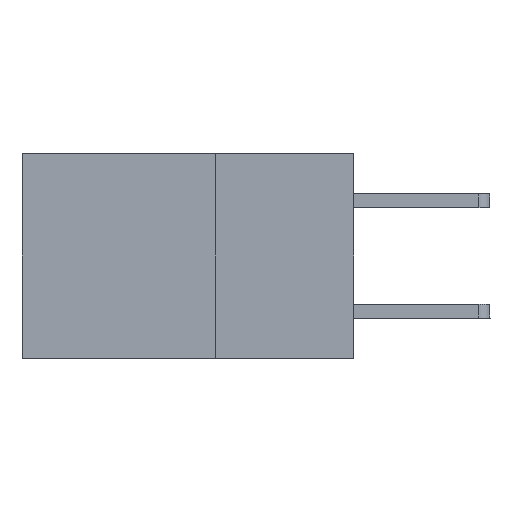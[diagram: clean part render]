
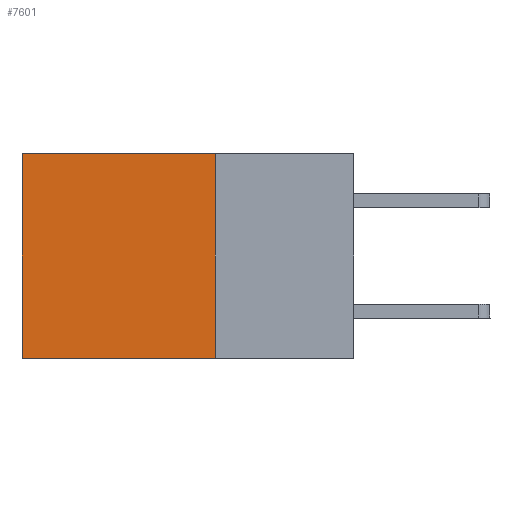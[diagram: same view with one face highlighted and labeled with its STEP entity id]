
A CAD part, left-side view. The second image highlights one B-rep face of the part: STEP entity #7601.
In plain terms, the highlighted planar face has unit normal (-1, 0, 0).
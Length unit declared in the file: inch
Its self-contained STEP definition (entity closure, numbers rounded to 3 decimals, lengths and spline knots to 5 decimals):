
#18 = EDGE_CURVE ( 'NONE', #11558, #4545, #5574, .T. ) ;
#853 = DIRECTION ( 'NONE',  ( 1., 0., 0. ) ) ;
#1688 = LINE ( 'NONE', #2858, #6680 ) ;
#1903 = DIRECTION ( 'NONE',  ( 0., 1., 0. ) ) ;
#1998 = VERTEX_POINT ( 'NONE', #2974 ) ;
#2134 = CARTESIAN_POINT ( 'NONE',  ( 0.2875, 0.6, 0. ) ) ;
#2396 = ORIENTED_EDGE ( 'NONE', *, *, #3807, .T. ) ;
#2602 = VECTOR ( 'NONE', #4179, 39.37008 ) ;
#2774 = VECTOR ( 'NONE', #8551, 39.37008 ) ;
#2858 = CARTESIAN_POINT ( 'NONE',  ( 0.2875, 0.25, 0. ) ) ;
#2974 = CARTESIAN_POINT ( 'NONE',  ( 0.2875, 0.6, 0. ) ) ;
#3205 = CARTESIAN_POINT ( 'NONE',  ( 0.2875, 0.25, -0.37 ) ) ;
#3325 = EDGE_LOOP ( 'NONE', ( #11899, #8412, #4674, #2396 ) ) ;
#3575 = AXIS2_PLACEMENT_3D ( 'NONE', #9709, #853, #7800 ) ;
#3807 = EDGE_CURVE ( 'NONE', #12606, #1998, #1688, .T. ) ;
#3946 = CARTESIAN_POINT ( 'NONE',  ( 0.2875, 0.6, -0.37 ) ) ;
#4179 = DIRECTION ( 'NONE',  ( 0., 0., -1. ) ) ;
#4545 = VERTEX_POINT ( 'NONE', #3946 ) ;
#4661 = CARTESIAN_POINT ( 'NONE',  ( 0.2875, 0.25, 0. ) ) ;
#4674 = ORIENTED_EDGE ( 'NONE', *, *, #9964, .F. ) ;
#4689 = EDGE_CURVE ( 'NONE', #1998, #4545, #5268, .T. ) ;
#5127 = LINE ( 'NONE', #7566, #2774 ) ;
#5268 = LINE ( 'NONE', #2134, #2602 ) ;
#5274 = VECTOR ( 'NONE', #6226, 39.37008 ) ;
#5574 = LINE ( 'NONE', #3205, #5274 ) ;
#6226 = DIRECTION ( 'NONE',  ( 0., 1., 0. ) ) ;
#6680 = VECTOR ( 'NONE', #1903, 39.37008 ) ;
#6853 = PLANE ( 'NONE',  #3575 ) ;
#7566 = CARTESIAN_POINT ( 'NONE',  ( 0.2875, 0.25, 0. ) ) ;
#7601 = ADVANCED_FACE ( 'NONE', ( #8362 ), #6853, .F. ) ;
#7800 = DIRECTION ( 'NONE',  ( 0., 0., -1. ) ) ;
#7974 = CARTESIAN_POINT ( 'NONE',  ( 0.2875, 0.25, -0.37 ) ) ;
#8362 = FACE_OUTER_BOUND ( 'NONE', #3325, .T. ) ;
#8412 = ORIENTED_EDGE ( 'NONE', *, *, #18, .F. ) ;
#8551 = DIRECTION ( 'NONE',  ( 0., 0., -1. ) ) ;
#9709 = CARTESIAN_POINT ( 'NONE',  ( 0.2875, 0.25, 0. ) ) ;
#9964 = EDGE_CURVE ( 'NONE', #12606, #11558, #5127, .T. ) ;
#11558 = VERTEX_POINT ( 'NONE', #7974 ) ;
#11899 = ORIENTED_EDGE ( 'NONE', *, *, #4689, .T. ) ;
#12606 = VERTEX_POINT ( 'NONE', #4661 ) ;
